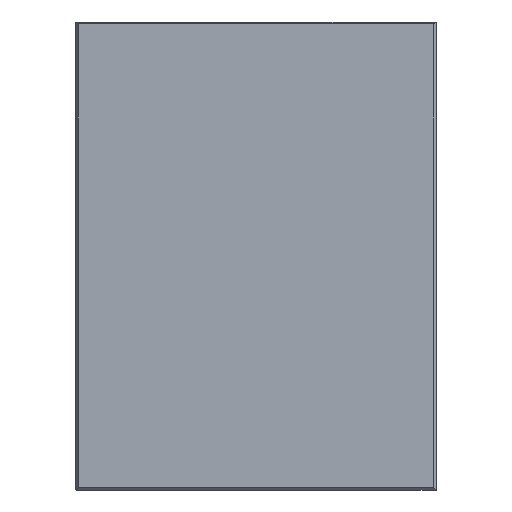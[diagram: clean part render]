
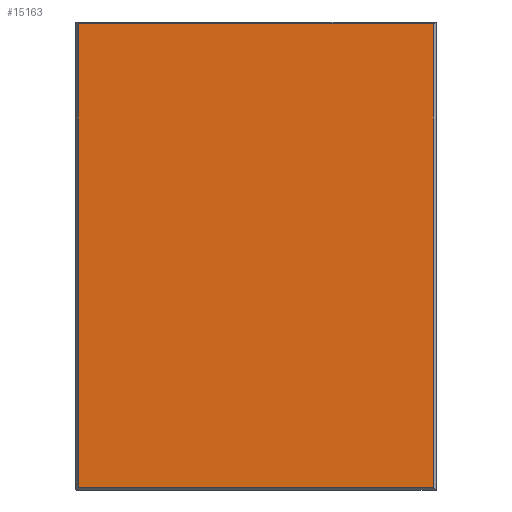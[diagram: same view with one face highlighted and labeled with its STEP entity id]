
A CAD part, left-side view. The second image highlights one B-rep face of the part: STEP entity #15163.
In plain terms, the highlighted planar face has unit normal (-1, 0, 0).
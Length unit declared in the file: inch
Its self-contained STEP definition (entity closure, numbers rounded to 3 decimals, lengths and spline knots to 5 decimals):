
#972 = CARTESIAN_POINT ( 'NONE',  ( -4.56627, 1.80458, 1.71456 ) ) ;
#2276 = DIRECTION ( 'NONE',  ( -1., 0., 0. ) ) ;
#2876 = LINE ( 'NONE', #19897, #30359 ) ;
#2981 = CARTESIAN_POINT ( 'NONE',  ( -4.56627, -0.76134, 0.03898 ) ) ;
#3100 = DIRECTION ( 'NONE',  ( 0., 0., 1. ) ) ;
#5875 = EDGE_LOOP ( 'NONE', ( #29848, #18139, #26456, #27372 ) ) ;
#6974 = CARTESIAN_POINT ( 'NONE',  ( -4.56627, 1.80458, -1.63202 ) ) ;
#7414 = DIRECTION ( 'NONE',  ( 0., 0., 1. ) ) ;
#7502 = FACE_OUTER_BOUND ( 'NONE', #5875, .T. ) ;
#9259 = VERTEX_POINT ( 'NONE', #28934 ) ;
#9316 = EDGE_CURVE ( 'NONE', #16527, #25050, #19154, .T. ) ;
#11692 = DIRECTION ( 'NONE',  ( 0., 0., -1. ) ) ;
#15163 = ADVANCED_FACE ( 'NONE', ( #7502 ), #25451, .T. ) ;
#16527 = VERTEX_POINT ( 'NONE', #972 ) ;
#17012 = DIRECTION ( 'NONE',  ( 0., -1., 0. ) ) ;
#18139 = ORIENTED_EDGE ( 'NONE', *, *, #25047, .T. ) ;
#18977 = VECTOR ( 'NONE', #3100, 39.37008 ) ;
#19154 = LINE ( 'NONE', #21486, #29485 ) ;
#19897 = CARTESIAN_POINT ( 'NONE',  ( -4.56627, 0.51966, -1.63202 ) ) ;
#20002 = CARTESIAN_POINT ( 'NONE',  ( -4.56627, 0.51966, 0.03898 ) ) ;
#20954 = LINE ( 'NONE', #2981, #18977 ) ;
#21315 = EDGE_CURVE ( 'NONE', #9259, #21837, #20954, .T. ) ;
#21486 = CARTESIAN_POINT ( 'NONE',  ( -4.56627, 1.80458, -1.65702 ) ) ;
#21837 = VERTEX_POINT ( 'NONE', #28685 ) ;
#22107 = CARTESIAN_POINT ( 'NONE',  ( -4.56627, 1.82566, 1.71456 ) ) ;
#22337 = DIRECTION ( 'NONE',  ( 0., 1., 0. ) ) ;
#25047 = EDGE_CURVE ( 'NONE', #25050, #9259, #2876, .T. ) ;
#25050 = VERTEX_POINT ( 'NONE', #6974 ) ;
#25157 = EDGE_CURVE ( 'NONE', #21837, #16527, #28378, .T. ) ;
#25451 = PLANE ( 'NONE',  #25845 ) ;
#25845 = AXIS2_PLACEMENT_3D ( 'NONE', #20002, #2276, #7414 ) ;
#26001 = VECTOR ( 'NONE', #22337, 39.37008 ) ;
#26456 = ORIENTED_EDGE ( 'NONE', *, *, #21315, .T. ) ;
#27372 = ORIENTED_EDGE ( 'NONE', *, *, #25157, .T. ) ;
#28378 = LINE ( 'NONE', #22107, #26001 ) ;
#28685 = CARTESIAN_POINT ( 'NONE',  ( -4.56627, -0.76134, 1.71456 ) ) ;
#28934 = CARTESIAN_POINT ( 'NONE',  ( -4.56627, -0.76134, -1.63202 ) ) ;
#29485 = VECTOR ( 'NONE', #11692, 39.37008 ) ;
#29848 = ORIENTED_EDGE ( 'NONE', *, *, #9316, .T. ) ;
#30359 = VECTOR ( 'NONE', #17012, 39.37008 ) ;
